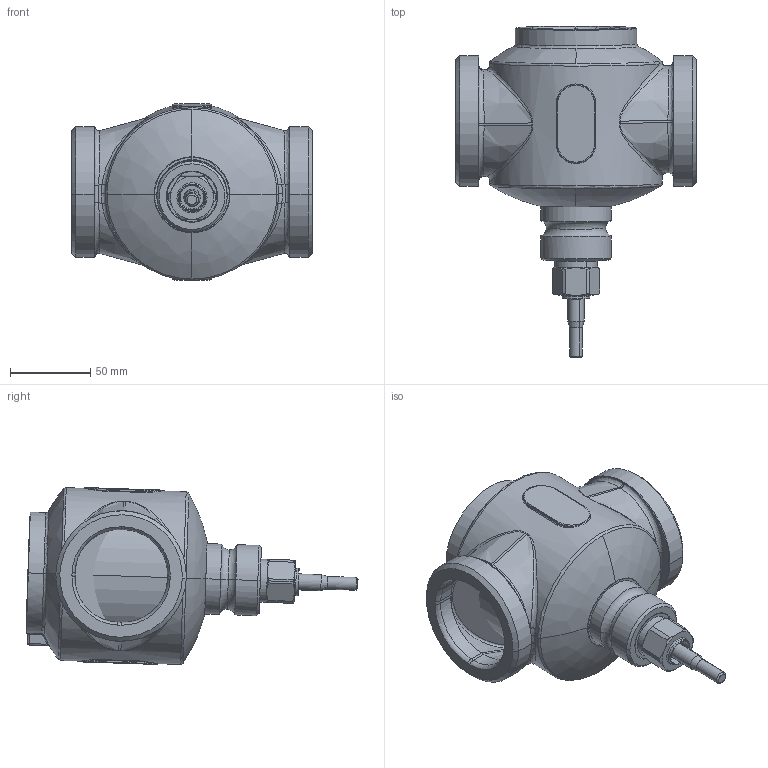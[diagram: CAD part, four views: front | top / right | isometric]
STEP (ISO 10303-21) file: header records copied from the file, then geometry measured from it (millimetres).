
FILE_DESCRIPTION(('CATIA V5 STEP Exchange'),'2;1');
FILE_NAME('VLE122 D50.stp','2015-12-04T07:05:57+00:00',('none'),('none'),'CATIA Version 5 Release 20 SP 6 (IN-10)','CATIA V5 STEP AP203','none');
FILE_SCHEMA(('CONFIG_CONTROL_DESIGN'));
Length unit declared in the file: millimetre
Products named in the file (1): Product1
Assembly tree (5 placements, depth 2):
  Product1
    #58
    #19104
    #20310
    #20958
    #23427
Bounding box: 150 x 207.42 x 110.54 mm (x, y, z)
Volume: 1078813.7 mm3; surface area: 183930.6 mm2
Topology: 5 solids, 5 shells, 523 faces, 1188 edges, 690 vertices
Faces by surface type: cylinder 162, bspline 133, plane 88, torus 80, cone 58, sphere 2
Entity records: 23347 total; most frequent: CARTESIAN_POINT 13494, ORIENTED_EDGE 2372, DIRECTION 1354, EDGE_CURVE 1186, AXIS2_PLACEMENT_3D 747, VERTEX_POINT 690, EDGE_LOOP 548, ADVANCED_FACE 523
